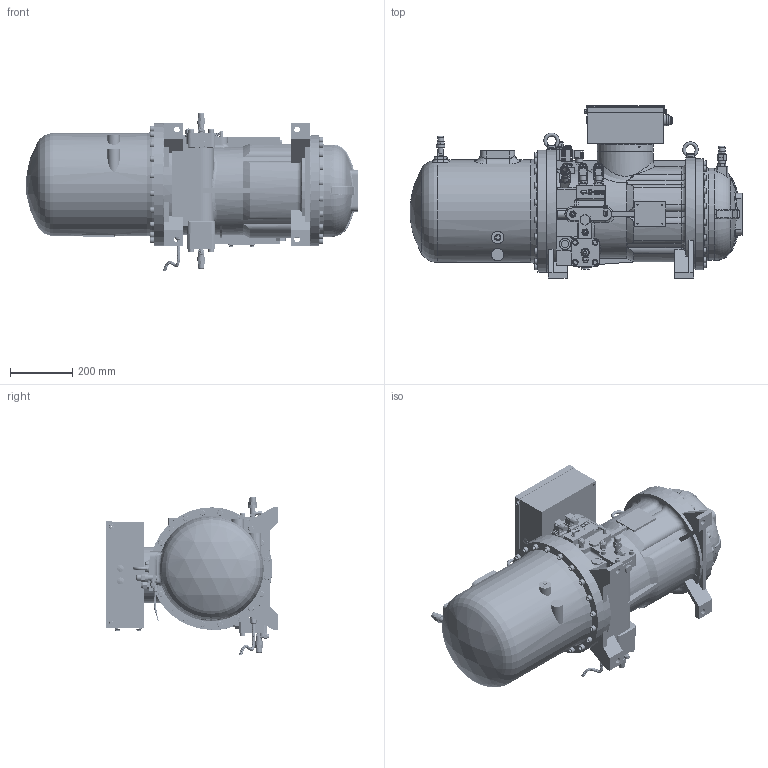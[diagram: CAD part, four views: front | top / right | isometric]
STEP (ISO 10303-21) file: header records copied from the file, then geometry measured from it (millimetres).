
FILE_DESCRIPTION(/* description */ ('STEP AP203'),/* implementation_level */ '2;1');
FILE_NAME(/* name */ 'RC2-180A&B outline.STEP',/* time_stamp */ '2017-06-26T10:21:43-04:00',/* author */ ('Ian L Mitchell'),/* organization */ (''),/* preprocessor_version */ 'ST-DEVELOPER v16.5',/* originating_system */ 'Autodesk Inventor 2017',/* authorisation */ '');
FILE_SCHEMA (('AUTOMOTIVE_DESIGN { 1 0 10303 214 3 1 1 }'));
Length unit declared in the file: millimetre
Products named in the file (1): RC2-180A&B outline
Bounding box: 1065.86 x 553.1 x 510.44 mm (x, y, z)
Surface area: 2588498 mm2 (no closed solid volume)
Topology: 0 solids, 218 shells, 2270 faces, 8478 edges, 6263 vertices
Faces by surface type: plane 1264, cylinder 585, torus 195, bspline 106, cone 94, sphere 26
Full cylindrical faces by diameter (mm): 2 x4, 3 x2, 3.3 x4, 4 x1, 4.5 x1, 5 x2, 6.5 x4, 7 x5, 8 x1, 8.5 x2, 10 x3, 10.2 x2, 11 x11, 11.8 x1, 12 x2, 13 x1, 13.157 x2, 13.7 x3, 14 x8, 14.88 x4, 15 x2, 16 x11, 16.1 x1, 16.662 x2, 17 x4, 17.5 x4, 17.7 x1, 18 x52, 19.77 x1, 20 x5
Entity records: 115586 total; most frequent: CARTESIAN_POINT 45552, DIRECTION 14977, ORIENTED_EDGE 11918, EDGE_CURVE 8054, VERTEX_POINT 6197, AXIS2_PLACEMENT_3D 5494, LINE 3989, VECTOR 3989
